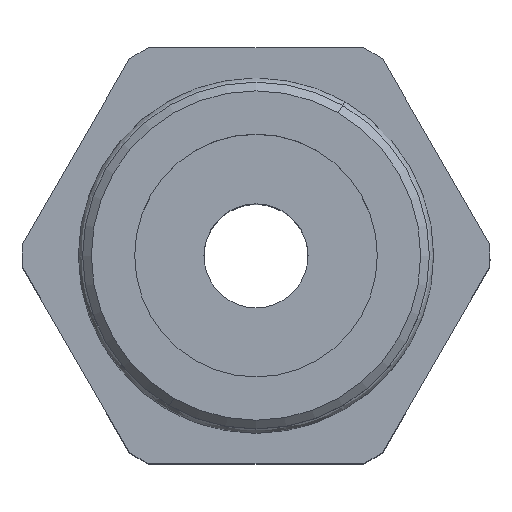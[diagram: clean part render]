
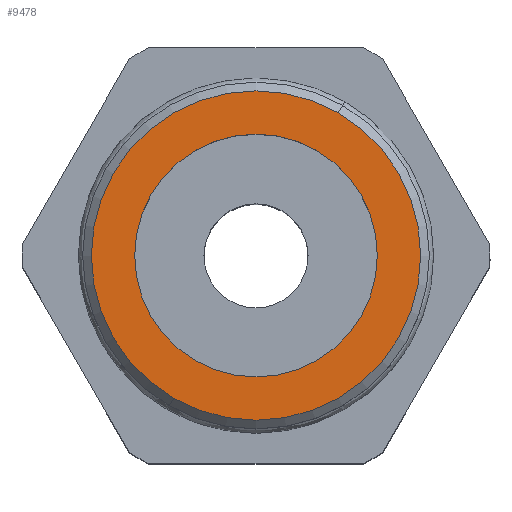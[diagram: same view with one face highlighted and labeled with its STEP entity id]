
A CAD part, top view. The second image highlights one B-rep face of the part: STEP entity #9478.
In plain terms, the highlighted planar face has unit normal (0, 0, 1).
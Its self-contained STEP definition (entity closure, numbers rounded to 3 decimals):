
#9327 = CYLINDRICAL_SURFACE('',#9328,7.);
#9328 = AXIS2_PLACEMENT_3D('',#9329,#9330,#9331);
#9329 = CARTESIAN_POINT('',(88.,-340.,-804.));
#9330 = DIRECTION('',(0.,0.,-1.));
#9331 = DIRECTION('',(0.5,0.866,0.));
#9354 = CYLINDRICAL_SURFACE('',#9355,7.);
#9355 = AXIS2_PLACEMENT_3D('',#9356,#9357,#9358);
#9356 = CARTESIAN_POINT('',(88.,-340.,-804.));
#9357 = DIRECTION('',(0.,0.,-1.));
#9358 = DIRECTION('',(0.5,0.866,0.));
#9371 = VERTEX_POINT('',#9372);
#9372 = CARTESIAN_POINT('',(84.5,-346.062,-800.));
#9393 = EDGE_CURVE('',#9371,#9394,#9396,.T.);
#9394 = VERTEX_POINT('',#9395);
#9395 = CARTESIAN_POINT('',(91.5,-333.938,-800.));
#9396 = SURFACE_CURVE('',#9397,(#9402,#9409),.PCURVE_S1.);
#9397 = CIRCLE('',#9398,7.);
#9398 = AXIS2_PLACEMENT_3D('',#9399,#9400,#9401);
#9399 = CARTESIAN_POINT('',(88.,-340.,-800.));
#9400 = DIRECTION('',(-0.,0.,-1.));
#9401 = DIRECTION('',(-0.5,-0.866,0.));
#9402 = PCURVE('',#9327,#9403);
#9403 = DEFINITIONAL_REPRESENTATION('',(#9404),#9408);
#9404 = LINE('',#9405,#9406);
#9405 = CARTESIAN_POINT('',(3.142,-4.));
#9406 = VECTOR('',#9407,1.);
#9407 = DIRECTION('',(1.,0.));
#9408 = ( GEOMETRIC_REPRESENTATION_CONTEXT(2) 
PARAMETRIC_REPRESENTATION_CONTEXT() REPRESENTATION_CONTEXT('2D SPACE',''
  ) );
#9409 = PCURVE('',#9410,#9415);
#9410 = PLANE('',#9411);
#9411 = AXIS2_PLACEMENT_3D('',#9412,#9413,#9414);
#9412 = CARTESIAN_POINT('',(92.026,-355.026,-800.));
#9413 = DIRECTION('',(0.,0.,1.));
#9414 = DIRECTION('',(0.,-1.,0.));
#9415 = DEFINITIONAL_REPRESENTATION('',(#9416),#9424);
#9416 = ( BOUNDED_CURVE() B_SPLINE_CURVE(2,(#9417,#9418,#9419,#9420,
#9421,#9422,#9423),.UNSPECIFIED.,.T.,.F.) B_SPLINE_CURVE_WITH_KNOTS((1,2
    ,2,2,2,1),(-2.094,0.,2.094,4.189,
6.283,8.378),.UNSPECIFIED.) CURVE() 
GEOMETRIC_REPRESENTATION_ITEM() RATIONAL_B_SPLINE_CURVE((1.,0.5,1.,0.5,
1.,0.5,1.)) REPRESENTATION_ITEM('') );
#9417 = CARTESIAN_POINT('',(-8.964,-7.526));
#9418 = CARTESIAN_POINT('',(-15.026,-18.026));
#9419 = CARTESIAN_POINT('',(-21.088,-7.526));
#9420 = CARTESIAN_POINT('',(-27.151,2.974));
#9421 = CARTESIAN_POINT('',(-15.026,2.974));
#9422 = CARTESIAN_POINT('',(-2.902,2.974));
#9423 = CARTESIAN_POINT('',(-8.964,-7.526));
#9424 = ( GEOMETRIC_REPRESENTATION_CONTEXT(2) 
PARAMETRIC_REPRESENTATION_CONTEXT() REPRESENTATION_CONTEXT('2D SPACE',''
  ) );
#9452 = EDGE_CURVE('',#9394,#9371,#9453,.T.);
#9453 = SURFACE_CURVE('',#9454,(#9459,#9466),.PCURVE_S1.);
#9454 = CIRCLE('',#9455,7.);
#9455 = AXIS2_PLACEMENT_3D('',#9456,#9457,#9458);
#9456 = CARTESIAN_POINT('',(88.,-340.,-800.));
#9457 = DIRECTION('',(0.,0.,-1.));
#9458 = DIRECTION('',(0.5,0.866,0.));
#9459 = PCURVE('',#9354,#9460);
#9460 = DEFINITIONAL_REPRESENTATION('',(#9461),#9465);
#9461 = LINE('',#9462,#9463);
#9462 = CARTESIAN_POINT('',(0.,-4.));
#9463 = VECTOR('',#9464,1.);
#9464 = DIRECTION('',(1.,0.));
#9465 = ( GEOMETRIC_REPRESENTATION_CONTEXT(2) 
PARAMETRIC_REPRESENTATION_CONTEXT() REPRESENTATION_CONTEXT('2D SPACE',''
  ) );
#9466 = PCURVE('',#9410,#9467);
#9467 = DEFINITIONAL_REPRESENTATION('',(#9468),#9476);
#9468 = ( BOUNDED_CURVE() B_SPLINE_CURVE(2,(#9469,#9470,#9471,#9472,
#9473,#9474,#9475),.UNSPECIFIED.,.T.,.F.) B_SPLINE_CURVE_WITH_KNOTS((1,2
    ,2,2,2,1),(-2.094,0.,2.094,4.189,
6.283,8.378),.UNSPECIFIED.) CURVE() 
GEOMETRIC_REPRESENTATION_ITEM() RATIONAL_B_SPLINE_CURVE((1.,0.5,1.,0.5,
1.,0.5,1.)) REPRESENTATION_ITEM('') );
#9469 = CARTESIAN_POINT('',(-21.088,-0.526));
#9470 = CARTESIAN_POINT('',(-15.026,9.974));
#9471 = CARTESIAN_POINT('',(-8.964,-0.526));
#9472 = CARTESIAN_POINT('',(-2.902,-11.026));
#9473 = CARTESIAN_POINT('',(-15.026,-11.026));
#9474 = CARTESIAN_POINT('',(-27.151,-11.026));
#9475 = CARTESIAN_POINT('',(-21.088,-0.526));
#9476 = ( GEOMETRIC_REPRESENTATION_CONTEXT(2) 
PARAMETRIC_REPRESENTATION_CONTEXT() REPRESENTATION_CONTEXT('2D SPACE',''
  ) );
#9478 = ADVANCED_FACE('',(#9479,#9547),#9410,.T.);
#9479 = FACE_BOUND('',#9480,.F.);
#9480 = EDGE_LOOP('',(#9481,#9516));
#9481 = ORIENTED_EDGE('',*,*,#9482,.T.);
#9482 = EDGE_CURVE('',#9483,#9485,#9487,.T.);
#9483 = VERTEX_POINT('',#9484);
#9484 = CARTESIAN_POINT('',(83.25,-348.227,-800.));
#9485 = VERTEX_POINT('',#9486);
#9486 = CARTESIAN_POINT('',(92.75,-331.773,-800.));
#9487 = SURFACE_CURVE('',#9488,(#9493,#9504),.PCURVE_S1.);
#9488 = CIRCLE('',#9489,9.5);
#9489 = AXIS2_PLACEMENT_3D('',#9490,#9491,#9492);
#9490 = CARTESIAN_POINT('',(88.,-340.,-800.));
#9491 = DIRECTION('',(-0.,0.,-1.));
#9492 = DIRECTION('',(-0.5,-0.866,0.));
#9493 = PCURVE('',#9410,#9494);
#9494 = DEFINITIONAL_REPRESENTATION('',(#9495),#9503);
#9495 = ( BOUNDED_CURVE() B_SPLINE_CURVE(2,(#9496,#9497,#9498,#9499,
#9500,#9501,#9502),.UNSPECIFIED.,.T.,.F.) B_SPLINE_CURVE_WITH_KNOTS((1,2
    ,2,2,2,1),(-2.094,0.,2.094,4.189,
6.283,8.378),.UNSPECIFIED.) CURVE() 
GEOMETRIC_REPRESENTATION_ITEM() RATIONAL_B_SPLINE_CURVE((1.,0.5,1.,0.5,
1.,0.5,1.)) REPRESENTATION_ITEM('') );
#9496 = CARTESIAN_POINT('',(-6.799,-8.776));
#9497 = CARTESIAN_POINT('',(-15.026,-23.026));
#9498 = CARTESIAN_POINT('',(-23.254,-8.776));
#9499 = CARTESIAN_POINT('',(-31.481,5.474));
#9500 = CARTESIAN_POINT('',(-15.026,5.474));
#9501 = CARTESIAN_POINT('',(1.428,5.474));
#9502 = CARTESIAN_POINT('',(-6.799,-8.776));
#9503 = ( GEOMETRIC_REPRESENTATION_CONTEXT(2) 
PARAMETRIC_REPRESENTATION_CONTEXT() REPRESENTATION_CONTEXT('2D SPACE',''
  ) );
#9504 = PCURVE('',#9505,#9510);
#9505 = CONICAL_SURFACE('',#9506,9.75,0.785);
#9506 = AXIS2_PLACEMENT_3D('',#9507,#9508,#9509);
#9507 = CARTESIAN_POINT('',(88.,-340.,-800.25));
#9508 = DIRECTION('',(0.,0.,-1.));
#9509 = DIRECTION('',(0.5,0.866,0.));
#9510 = DEFINITIONAL_REPRESENTATION('',(#9511),#9515);
#9511 = LINE('',#9512,#9513);
#9512 = CARTESIAN_POINT('',(3.142,-0.25));
#9513 = VECTOR('',#9514,1.);
#9514 = DIRECTION('',(1.,0.));
#9515 = ( GEOMETRIC_REPRESENTATION_CONTEXT(2) 
PARAMETRIC_REPRESENTATION_CONTEXT() REPRESENTATION_CONTEXT('2D SPACE',''
  ) );
#9516 = ORIENTED_EDGE('',*,*,#9517,.T.);
#9517 = EDGE_CURVE('',#9485,#9483,#9518,.T.);
#9518 = SURFACE_CURVE('',#9519,(#9524,#9535),.PCURVE_S1.);
#9519 = CIRCLE('',#9520,9.5);
#9520 = AXIS2_PLACEMENT_3D('',#9521,#9522,#9523);
#9521 = CARTESIAN_POINT('',(88.,-340.,-800.));
#9522 = DIRECTION('',(0.,0.,-1.));
#9523 = DIRECTION('',(0.5,0.866,0.));
#9524 = PCURVE('',#9410,#9525);
#9525 = DEFINITIONAL_REPRESENTATION('',(#9526),#9534);
#9526 = ( BOUNDED_CURVE() B_SPLINE_CURVE(2,(#9527,#9528,#9529,#9530,
#9531,#9532,#9533),.UNSPECIFIED.,.T.,.F.) B_SPLINE_CURVE_WITH_KNOTS((1,2
    ,2,2,2,1),(-2.094,0.,2.094,4.189,
6.283,8.378),.UNSPECIFIED.) CURVE() 
GEOMETRIC_REPRESENTATION_ITEM() RATIONAL_B_SPLINE_CURVE((1.,0.5,1.,0.5,
1.,0.5,1.)) REPRESENTATION_ITEM('') );
#9527 = CARTESIAN_POINT('',(-23.254,0.724));
#9528 = CARTESIAN_POINT('',(-15.026,14.974));
#9529 = CARTESIAN_POINT('',(-6.799,0.724));
#9530 = CARTESIAN_POINT('',(1.428,-13.526));
#9531 = CARTESIAN_POINT('',(-15.026,-13.526));
#9532 = CARTESIAN_POINT('',(-31.481,-13.526));
#9533 = CARTESIAN_POINT('',(-23.254,0.724));
#9534 = ( GEOMETRIC_REPRESENTATION_CONTEXT(2) 
PARAMETRIC_REPRESENTATION_CONTEXT() REPRESENTATION_CONTEXT('2D SPACE',''
  ) );
#9535 = PCURVE('',#9536,#9541);
#9536 = CONICAL_SURFACE('',#9537,9.75,0.785);
#9537 = AXIS2_PLACEMENT_3D('',#9538,#9539,#9540);
#9538 = CARTESIAN_POINT('',(88.,-340.,-800.25));
#9539 = DIRECTION('',(0.,0.,-1.));
#9540 = DIRECTION('',(0.5,0.866,0.));
#9541 = DEFINITIONAL_REPRESENTATION('',(#9542),#9546);
#9542 = LINE('',#9543,#9544);
#9543 = CARTESIAN_POINT('',(0.,-0.25));
#9544 = VECTOR('',#9545,1.);
#9545 = DIRECTION('',(1.,0.));
#9546 = ( GEOMETRIC_REPRESENTATION_CONTEXT(2) 
PARAMETRIC_REPRESENTATION_CONTEXT() REPRESENTATION_CONTEXT('2D SPACE',''
  ) );
#9547 = FACE_BOUND('',#9548,.F.);
#9548 = EDGE_LOOP('',(#9549,#9550));
#9549 = ORIENTED_EDGE('',*,*,#9452,.F.);
#9550 = ORIENTED_EDGE('',*,*,#9393,.F.);
